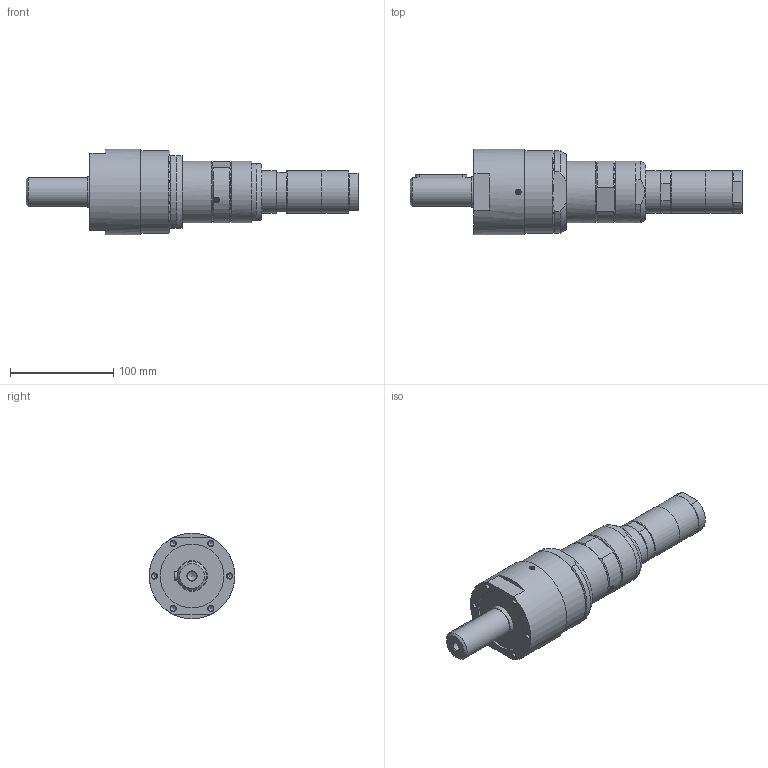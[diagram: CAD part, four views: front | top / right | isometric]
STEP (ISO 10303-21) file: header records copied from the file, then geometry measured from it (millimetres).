
FILE_DESCRIPTION(/* description */ (''),/* implementation_level */ '2;1');
FILE_NAME(/* name */ 'MUD 23-10_60008957.stp',/* time_stamp */ '2018-10-11T09:43:27+02:00',/* author */ ('flambert'),/* organization */ (''),/* preprocessor_version */ 'ST-DEVELOPER v17',/* originating_system */ 'Autodesk Inventor 2018',/* authorisation */ '');
FILE_SCHEMA (('AUTOMOTIVE_DESIGN { 1 0 10303 214 3 1 1 }'));
Length unit declared in the file: millimetre
Products named in the file (1): MUD 23-10_60008957
Bounding box: 322 x 83 x 83 mm (x, y, z)
Volume: 825050.1 mm3; surface area: 75576.6 mm2
Topology: 1 solids, 5 shells, 226 faces, 581 edges, 392 vertices
Faces by surface type: plane 115, cylinder 54, cone 43, bspline 7, sphere 4, torus 3
Full cylindrical faces by diameter (mm): 1.55 x4, 3.3 x1, 3.6 x2, 4 x3, 4.917 x6, 5 x2, 5.5 x2, 8.376 x1, 11.445 x3, 28 x1, 30 x1, 41.5 x3, 42 x1, 60 x2, 62 x1, 68.178 x1, 68.376 x1, 80 x1, 83 x1
Entity records: 7522 total; most frequent: CARTESIAN_POINT 1638, DIRECTION 1178, ORIENTED_EDGE 1148, EDGE_CURVE 574, AXIS2_PLACEMENT_3D 442, VERTEX_POINT 392, LINE 294, VECTOR 294
